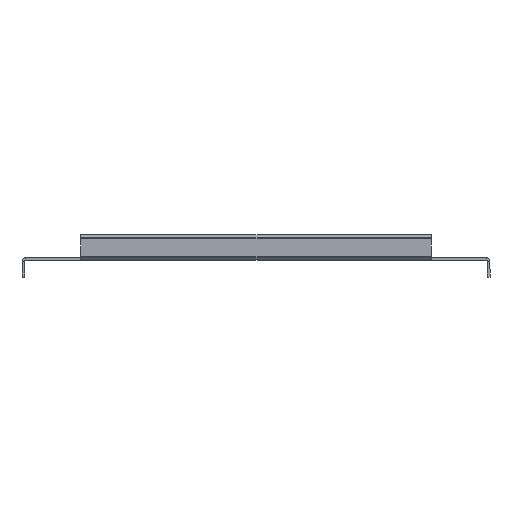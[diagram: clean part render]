
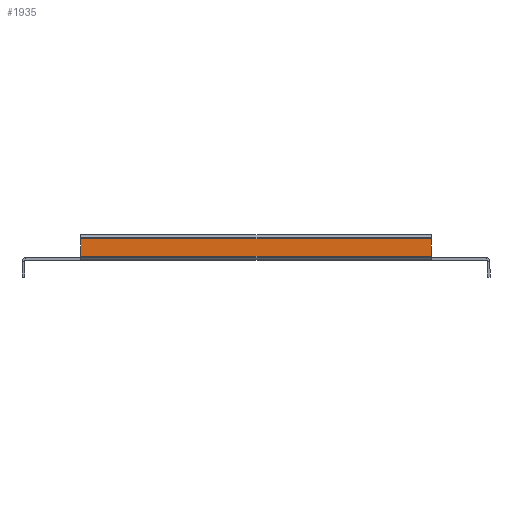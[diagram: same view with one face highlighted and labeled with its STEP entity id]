
A CAD part, front view. The second image highlights one B-rep face of the part: STEP entity #1935.
In plain terms, the highlighted planar face has unit normal (0, -1, 0).
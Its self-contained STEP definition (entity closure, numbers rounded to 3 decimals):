
#169 = DIRECTION ( 'NONE',  ( 0., 1., 0. ) ) ;
#176 = DIRECTION ( 'NONE',  ( 0., 0., 1. ) ) ;
#188 = LINE ( 'NONE', #2680, #1588 ) ;
#206 = DIRECTION ( 'NONE',  ( 0., 0., -1. ) ) ;
#372 = AXIS2_PLACEMENT_3D ( 'NONE', #2655, #169, #2246 ) ;
#619 = VERTEX_POINT ( 'NONE', #2628 ) ;
#643 = VECTOR ( 'NONE', #206, 1000. ) ;
#951 = LINE ( 'NONE', #1994, #1939 ) ;
#996 = EDGE_CURVE ( 'NONE', #1687, #619, #2593, .T. ) ;
#1015 = CARTESIAN_POINT ( 'NONE',  ( 315., -3.5, 0. ) ) ;
#1016 = LINE ( 'NONE', #2253, #643 ) ;
#1179 = CARTESIAN_POINT ( 'NONE',  ( 45., -3.5, 14.5 ) ) ;
#1203 = FACE_OUTER_BOUND ( 'NONE', #1822, .T. ) ;
#1243 = VERTEX_POINT ( 'NONE', #2533 ) ;
#1274 = VECTOR ( 'NONE', #176, 1000. ) ;
#1380 = DIRECTION ( 'NONE',  ( -1., 0., 0. ) ) ;
#1414 = EDGE_CURVE ( 'NONE', #1687, #1243, #951, .T. ) ;
#1588 = VECTOR ( 'NONE', #1852, 1000. ) ;
#1652 = ORIENTED_EDGE ( 'NONE', *, *, #2332, .T. ) ;
#1687 = VERTEX_POINT ( 'NONE', #2360 ) ;
#1822 = EDGE_LOOP ( 'NONE', ( #1652, #2598, #2496, #1855 ) ) ;
#1852 = DIRECTION ( 'NONE',  ( -1., 0., 0. ) ) ;
#1855 = ORIENTED_EDGE ( 'NONE', *, *, #996, .T. ) ;
#1935 = ADVANCED_FACE ( 'NONE', ( #1203 ), #2085, .F. ) ;
#1939 = VECTOR ( 'NONE', #1380, 1000. ) ;
#1994 = CARTESIAN_POINT ( 'NONE',  ( 45., -3.5, 1. ) ) ;
#2085 = PLANE ( 'NONE',  #372 ) ;
#2205 = EDGE_CURVE ( 'NONE', #2670, #1243, #1016, .T. ) ;
#2246 = DIRECTION ( 'NONE',  ( 0., 0., 1. ) ) ;
#2253 = CARTESIAN_POINT ( 'NONE',  ( 45., -3.5, 0. ) ) ;
#2332 = EDGE_CURVE ( 'NONE', #619, #2670, #188, .T. ) ;
#2360 = CARTESIAN_POINT ( 'NONE',  ( 315., -3.5, 1. ) ) ;
#2496 = ORIENTED_EDGE ( 'NONE', *, *, #1414, .F. ) ;
#2533 = CARTESIAN_POINT ( 'NONE',  ( 45., -3.5, 1. ) ) ;
#2593 = LINE ( 'NONE', #1015, #1274 ) ;
#2598 = ORIENTED_EDGE ( 'NONE', *, *, #2205, .T. ) ;
#2628 = CARTESIAN_POINT ( 'NONE',  ( 315., -3.5, 14.5 ) ) ;
#2655 = CARTESIAN_POINT ( 'NONE',  ( 0., -3.5, 0. ) ) ;
#2670 = VERTEX_POINT ( 'NONE', #1179 ) ;
#2680 = CARTESIAN_POINT ( 'NONE',  ( 315., -3.5, 14.5 ) ) ;
